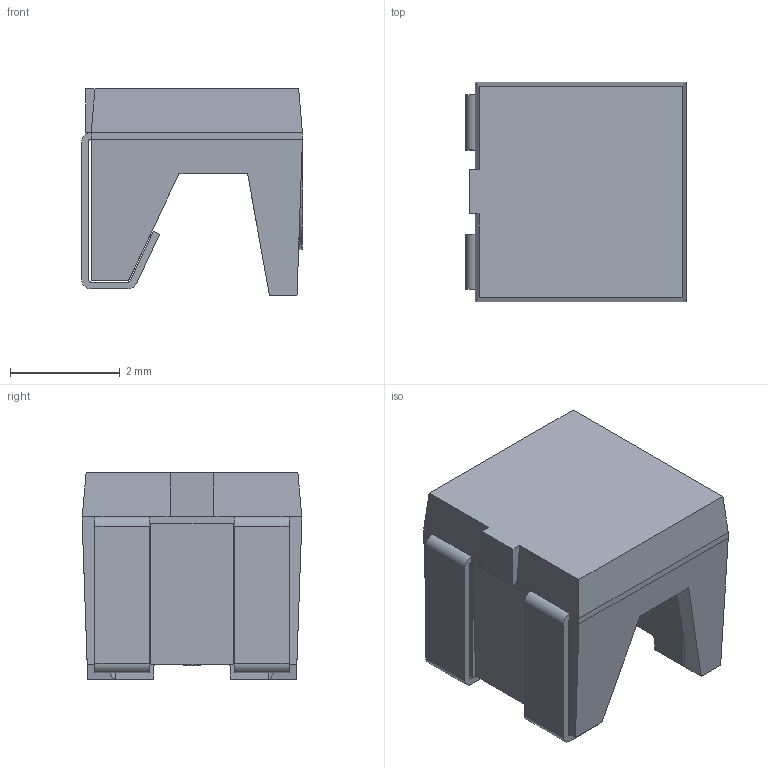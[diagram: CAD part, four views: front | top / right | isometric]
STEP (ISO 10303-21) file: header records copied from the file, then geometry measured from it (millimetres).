
FILE_DESCRIPTION (( 'STEP AP203' ), '1' );
FILE_NAME ('SFH_4256_180613_geometry.STEP', '2013-06-18T09:48:26', ( 'Standard Client V3.0.0' ), ( 'OSRAM Opto Semiconductors' ), 'SwSTEP 2.0', 'SolidWorks 2011', '' );
FILE_SCHEMA (( 'CONFIG_CONTROL_DESIGN' ));
Length unit declared in the file: millimetre
Products named in the file (1): SFH_4256_180613_geometry
Bounding box: 4.03 x 4 x 3.77 mm (x, y, z)
Volume: 35.9 mm3; surface area: 116.4 mm2
Topology: 1 solids, 1 shells, 93 faces, 249 edges, 159 vertices
Faces by surface type: plane 69, cylinder 23, cone 1
Entity records: 2930 total; most frequent: CARTESIAN_POINT 535, ORIENTED_EDGE 498, DIRECTION 464, EDGE_CURVE 249, LINE 200, VECTOR 200, VERTEX_POINT 159, AXIS2_PLACEMENT_3D 132
